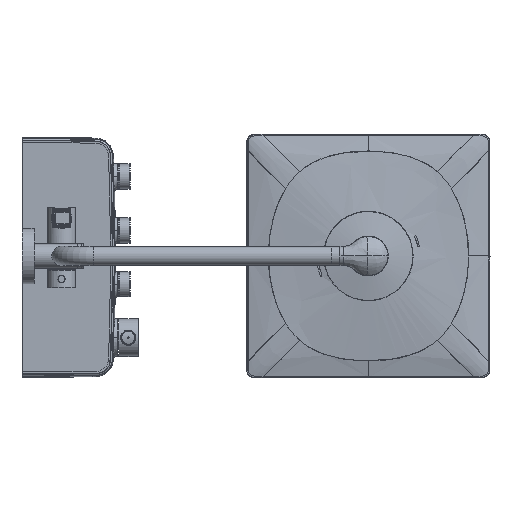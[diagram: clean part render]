
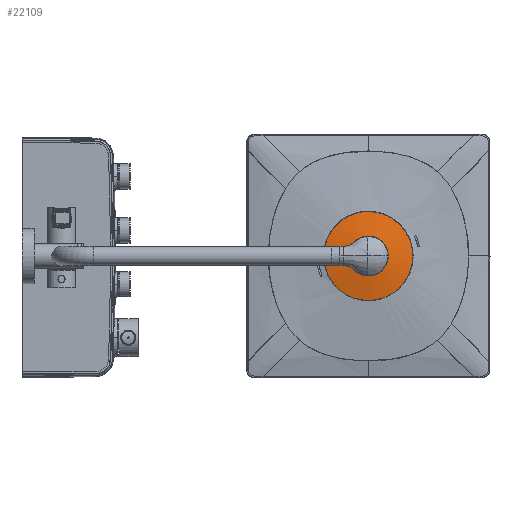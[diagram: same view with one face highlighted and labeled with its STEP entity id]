
A CAD part, top view. The second image highlights one B-rep face of the part: STEP entity #22109.
In plain terms, the highlighted toroidal (fillet/blend) face has major radius 7.875 mm and minor radius 289.337 mm.
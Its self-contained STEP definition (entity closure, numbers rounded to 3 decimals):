
#18=DEGENERATE_TOROIDAL_SURFACE('',#29186,7.875,289.337,
 .F.);
#1673=B_SPLINE_CURVE_WITH_KNOTS('',3,(#75439,#75440,#75441,#75442,#75443,
#75444,#75445),.UNSPECIFIED.,.F.,.F.,(4,1,1,1,4),(0.,0.25,0.5,0.75,1.),
 .UNSPECIFIED.);
#1674=B_SPLINE_CURVE_WITH_KNOTS('',3,(#75448,#75449,#75450,#75451,#75452,
#75453,#75454),.UNSPECIFIED.,.F.,.F.,(4,1,1,1,4),(0.,0.25,0.5,0.75,1.),
 .UNSPECIFIED.);
#1675=B_SPLINE_CURVE_WITH_KNOTS('',3,(#75456,#75457,#75458,#75459,#75460,
#75461,#75462,#75463,#75464,#75465,#75466),.UNSPECIFIED.,.F.,.F.,(4,1,1,
1,1,1,1,1,4),(0.,0.125,0.25,0.375,0.5,0.625,0.75,0.875,1.),
 .UNSPECIFIED.);
#9957=ORIENTED_EDGE('',*,*,#13178,.T.);
#9958=ORIENTED_EDGE('',*,*,#13175,.T.);
#9959=ORIENTED_EDGE('',*,*,#13177,.T.);
#9960=ORIENTED_EDGE('',*,*,#13176,.T.);
#13175=EDGE_CURVE('',#15206,#15207,#1673,.T.);
#13176=EDGE_CURVE('',#15208,#15206,#1674,.T.);
#13177=EDGE_CURVE('',#15207,#15208,#1675,.T.);
#13178=EDGE_CURVE('',#15209,#15209,#16188,.F.);
#15206=VERTEX_POINT('',#75446);
#15207=VERTEX_POINT('',#75447);
#15208=VERTEX_POINT('',#75455);
#15209=VERTEX_POINT('',#75469);
#16188=CIRCLE('',#29187,25.425);
#18100=EDGE_LOOP('',(#9957));
#18101=EDGE_LOOP('',(#9958,#9959,#9960));
#20060=FACE_BOUND('',#18100,.T.);
#20061=FACE_BOUND('',#18101,.T.);
#22109=ADVANCED_FACE('',(#20060,#20061),#18,.F.);
#29186=AXIS2_PLACEMENT_3D('',#75467,#34583,#34584);
#29187=AXIS2_PLACEMENT_3D('',#75468,#34585,#34586);
#34583=DIRECTION('',(0.,0.,1.));
#34584=DIRECTION('',(0.,-1.,0.));
#34585=DIRECTION('',(0.,0.,1.));
#34586=DIRECTION('',(1.,0.,0.));
#75439=CARTESIAN_POINT('',(390.902,57.048,1043.077));
#75440=CARTESIAN_POINT('',(383.434,57.048,1043.077));
#75441=CARTESIAN_POINT('',(368.503,54.078,1043.077));
#75442=CARTESIAN_POINT('',(349.512,41.39,1043.077));
#75443=CARTESIAN_POINT('',(336.823,22.4,1043.077));
#75444=CARTESIAN_POINT('',(333.853,7.468,1043.077));
#75445=CARTESIAN_POINT('',(333.853,0.,1043.077));
#75446=CARTESIAN_POINT('',(390.902,57.047,1043.076));
#75447=CARTESIAN_POINT('',(333.854,0.,1043.076));
#75448=CARTESIAN_POINT('',(447.946,0.,1043.077));
#75449=CARTESIAN_POINT('',(447.946,7.467,1043.077));
#75450=CARTESIAN_POINT('',(444.977,22.399,1043.077));
#75451=CARTESIAN_POINT('',(432.289,41.388,1043.077));
#75452=CARTESIAN_POINT('',(413.3,54.077,1043.077));
#75453=CARTESIAN_POINT('',(398.369,57.047,1043.077));
#75454=CARTESIAN_POINT('',(390.902,57.048,1043.077));
#75455=CARTESIAN_POINT('',(447.946,0.,1043.076));
#75456=CARTESIAN_POINT('',(333.853,0.,1043.077));
#75457=CARTESIAN_POINT('',(333.854,-7.467,1043.077));
#75458=CARTESIAN_POINT('',(336.824,-22.398,1043.077));
#75459=CARTESIAN_POINT('',(349.513,-41.387,1043.077));
#75460=CARTESIAN_POINT('',(368.501,-54.075,1043.077));
#75461=CARTESIAN_POINT('',(390.9,-58.53,1043.077));
#75462=CARTESIAN_POINT('',(413.299,-54.074,1043.077));
#75463=CARTESIAN_POINT('',(432.287,-41.387,1043.077));
#75464=CARTESIAN_POINT('',(444.975,-22.398,1043.077));
#75465=CARTESIAN_POINT('',(447.946,-7.467,1043.077));
#75466=CARTESIAN_POINT('',(447.946,0.,1043.077));
#75467=CARTESIAN_POINT('',(390.9,0.002,761.118));
#75468=CARTESIAN_POINT('',(390.9,0.002,1048.532));
#75469=CARTESIAN_POINT('',(416.325,0.002,1048.532));
